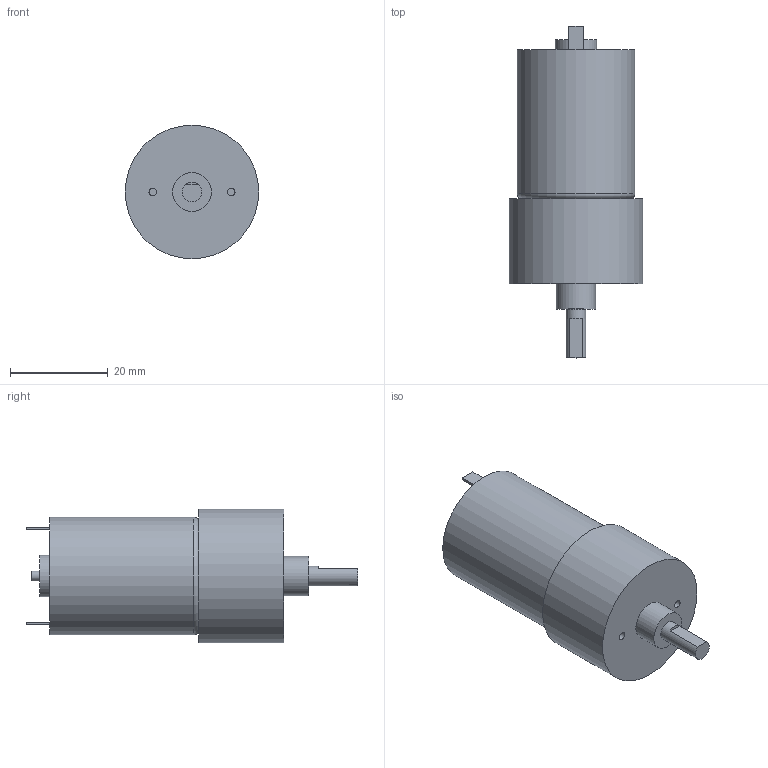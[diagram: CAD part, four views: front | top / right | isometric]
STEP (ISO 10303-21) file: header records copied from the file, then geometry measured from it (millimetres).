
FILE_DESCRIPTION( ( 'Unknown' ), '1' );
FILE_NAME( 'SDC2730-500--1150-F.stp', 'Unknown', ( 'Unknown' ), ( 'Unknown' ), 'PSStep 17.0.49', 'Unknown', ' ' );
FILE_SCHEMA( ( 'AUTOMOTIVE_DESIGN { 1 0 10303 214 1 1 1 1 }' ) );
Length unit declared in the file: millimetre
Products named in the file (1): 1
Bounding box: 27.3 x 67.8 x 27.3 mm (x, y, z)
Volume: 24401.9 mm3; surface area: 5500.2 mm2
Topology: 1 solids, 1 shells, 30 faces, 56 edges, 37 vertices
Faces by surface type: plane 21, cylinder 8, torus 1
Full cylindrical faces by diameter (mm): 1.57 x2, 2 x1, 4 x1, 8 x1, 8.5 x1, 24 x1, 27.3 x1
Entity records: 952 total; most frequent: DIRECTION 126, CARTESIAN_POINT 113, ORIENTED_EDGE 92, AXIS2_PLACEMENT_3D 49, EDGE_LOOP 48, EDGE_CURVE 46, FACE_OUTER_BOUND 39, VERTEX_POINT 36
